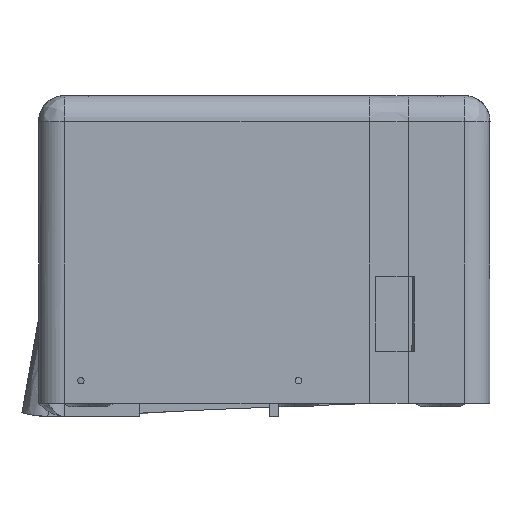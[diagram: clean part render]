
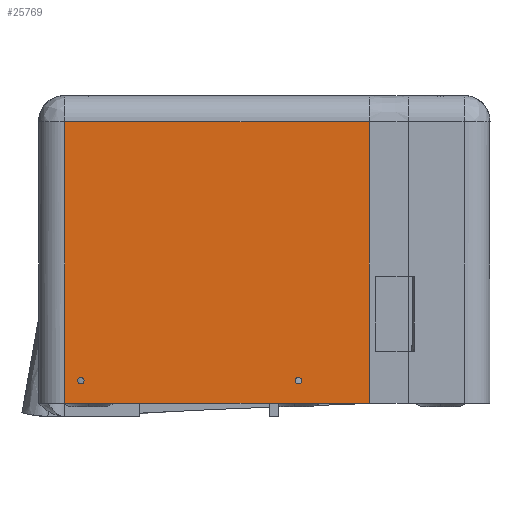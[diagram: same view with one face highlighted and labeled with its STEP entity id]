
A CAD part, left-side view. The second image highlights one B-rep face of the part: STEP entity #25769.
In plain terms, the highlighted free-form (B-spline) face has degree [5, 1] with [6, 2] control points.
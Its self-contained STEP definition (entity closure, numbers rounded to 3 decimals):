
#19580=CARTESIAN_POINT('Vertex',(-211.,-50.838,-84.)) ;
#19782=CARTESIAN_POINT('Vertex',(-211.,43.,-84.)) ;
#19785=CARTESIAN_POINT('Line Origine',(-211.,-3.919,-84.)) ;
#20857=CARTESIAN_POINT('Vertex',(-211.,-50.838,2.795)) ;
#20860=CARTESIAN_POINT('Line Origine',(-211.,-21.295,2.795)) ;
#20864=CARTESIAN_POINT('Vertex',(-211.,43.,2.795)) ;
#22790=CARTESIAN_POINT('Vertex',(-211.,-30.,-77.)) ;
#22794=CARTESIAN_POINT('Control Point',(-211.,-30.,-77.)) ;
#22795=CARTESIAN_POINT('Control Point',(-211.,-30.,-77.256)) ;
#22796=CARTESIAN_POINT('Control Point',(-211.,-29.918,-77.512)) ;
#22797=CARTESIAN_POINT('Control Point',(-211.,-29.754,-77.732)) ;
#22798=CARTESIAN_POINT('Control Point',(-211.,-29.21,-78.105)) ;
#22799=CARTESIAN_POINT('Control Point',(-211.,-28.524,-78.006)) ;
#22800=CARTESIAN_POINT('Control Point',(-211.,-28.173,-77.745)) ;
#22801=CARTESIAN_POINT('Control Point',(-211.,-28.,-77.372)) ;
#22802=CARTESIAN_POINT('Control Point',(-211.,-28.,-77.)) ;
#22803=CARTESIAN_POINT('Vertex',(-211.,-28.,-77.)) ;
#22835=CARTESIAN_POINT('Control Point',(-211.,-28.,-77.)) ;
#22836=CARTESIAN_POINT('Control Point',(-211.,-28.,-76.744)) ;
#22837=CARTESIAN_POINT('Control Point',(-211.,-28.082,-76.488)) ;
#22838=CARTESIAN_POINT('Control Point',(-211.,-28.246,-76.268)) ;
#22839=CARTESIAN_POINT('Control Point',(-211.,-28.79,-75.895)) ;
#22840=CARTESIAN_POINT('Control Point',(-211.,-29.476,-75.994)) ;
#22841=CARTESIAN_POINT('Control Point',(-211.,-29.827,-76.255)) ;
#22842=CARTESIAN_POINT('Control Point',(-211.,-30.,-76.628)) ;
#22843=CARTESIAN_POINT('Control Point',(-211.,-30.,-77.)) ;
#22858=CARTESIAN_POINT('Control Point',(-211.,37.,-77.)) ;
#22859=CARTESIAN_POINT('Control Point',(-211.,37.,-77.256)) ;
#22860=CARTESIAN_POINT('Control Point',(-211.,37.082,-77.512)) ;
#22861=CARTESIAN_POINT('Control Point',(-211.,37.246,-77.732)) ;
#22862=CARTESIAN_POINT('Control Point',(-211.,37.79,-78.105)) ;
#22863=CARTESIAN_POINT('Control Point',(-211.,38.476,-78.006)) ;
#22864=CARTESIAN_POINT('Control Point',(-211.,38.827,-77.745)) ;
#22865=CARTESIAN_POINT('Control Point',(-211.,39.,-77.372)) ;
#22866=CARTESIAN_POINT('Control Point',(-211.,39.,-77.)) ;
#22867=CARTESIAN_POINT('Vertex',(-211.,37.,-77.)) ;
#22869=CARTESIAN_POINT('Vertex',(-211.,39.,-77.)) ;
#22910=CARTESIAN_POINT('Control Point',(-211.,39.,-77.)) ;
#22911=CARTESIAN_POINT('Control Point',(-211.,39.,-76.744)) ;
#22912=CARTESIAN_POINT('Control Point',(-211.,38.918,-76.488)) ;
#22913=CARTESIAN_POINT('Control Point',(-211.,38.754,-76.268)) ;
#22914=CARTESIAN_POINT('Control Point',(-211.,38.21,-75.895)) ;
#22915=CARTESIAN_POINT('Control Point',(-211.,37.524,-75.994)) ;
#22916=CARTESIAN_POINT('Control Point',(-211.,37.173,-76.255)) ;
#22917=CARTESIAN_POINT('Control Point',(-211.,37.,-76.628)) ;
#22918=CARTESIAN_POINT('Control Point',(-211.,37.,-77.)) ;
#25412=CARTESIAN_POINT('Line Origine',(-211.,43.,-40.602)) ;
#25735=CARTESIAN_POINT('Control Point',(-211.,43.,-88.)) ;
#25736=CARTESIAN_POINT('Control Point',(-211.,-68.,-88.)) ;
#25737=CARTESIAN_POINT('Control Point',(-211.,43.,-69.841)) ;
#25738=CARTESIAN_POINT('Control Point',(-211.,-68.,-69.841)) ;
#25739=CARTESIAN_POINT('Control Point',(-211.,43.,-51.682)) ;
#25740=CARTESIAN_POINT('Control Point',(-211.,-68.,-51.682)) ;
#25741=CARTESIAN_POINT('Control Point',(-211.,43.,-33.523)) ;
#25742=CARTESIAN_POINT('Control Point',(-211.,-68.,-33.523)) ;
#25743=CARTESIAN_POINT('Control Point',(-211.,43.,-15.364)) ;
#25744=CARTESIAN_POINT('Control Point',(-211.,-68.,-15.364)) ;
#25745=CARTESIAN_POINT('Control Point',(-211.,43.,2.795)) ;
#25746=CARTESIAN_POINT('Control Point',(-211.,-68.,2.795)) ;
#25748=CARTESIAN_POINT('Control Point',(-211.,-50.838,-84.)) ;
#25749=CARTESIAN_POINT('Control Point',(-211.,-50.838,-66.641)) ;
#25750=CARTESIAN_POINT('Control Point',(-211.,-50.838,-49.282)) ;
#25751=CARTESIAN_POINT('Control Point',(-211.,-50.838,-31.923)) ;
#25752=CARTESIAN_POINT('Control Point',(-211.,-50.838,-14.564)) ;
#25753=CARTESIAN_POINT('Control Point',(-211.,-50.838,2.795)) ;
#19786=DIRECTION('Vector Direction',(0.,-1.,0.)) ;
#20861=DIRECTION('Vector Direction',(0.,-1.,0.)) ;
#25413=DIRECTION('Vector Direction',(0.,0.,-1.)) ;
#19787=VECTOR('Line Direction',#19786,1.) ;
#20862=VECTOR('Line Direction',#20861,1.) ;
#25414=VECTOR('Line Direction',#25413,1.) ;
#25756=ORIENTED_EDGE('',*,*,#19789,.F.) ;
#25757=ORIENTED_EDGE('',*,*,#25416,.F.) ;
#25758=ORIENTED_EDGE('',*,*,#20866,.T.) ;
#25759=ORIENTED_EDGE('',*,*,#25754,.F.) ;
#25762=ORIENTED_EDGE('',*,*,#22919,.F.) ;
#25763=ORIENTED_EDGE('',*,*,#22871,.F.) ;
#25766=ORIENTED_EDGE('',*,*,#22844,.F.) ;
#25767=ORIENTED_EDGE('',*,*,#22805,.F.) ;
#25764=FACE_BOUND('',#25761,.T.) ;
#25768=FACE_BOUND('',#25765,.T.) ;
#25769=ADVANCED_FACE('Surface.1435',(#25760,#25764,#25768),#25734,.T.) ;
#22793=B_SPLINE_CURVE_WITH_KNOTS('',5,(#22794,#22795,#22796,#22797,#22798,#22799,#22800,#22801,#22802),.UNSPECIFIED.,.F.,.U.,(6,3,6),(0.,1.809,4.443),.UNSPECIFIED.) ;
#22834=B_SPLINE_CURVE_WITH_KNOTS('',5,(#22835,#22836,#22837,#22838,#22839,#22840,#22841,#22842,#22843),.UNSPECIFIED.,.F.,.U.,(6,3,6),(0.,1.809,4.443),.UNSPECIFIED.) ;
#22857=B_SPLINE_CURVE_WITH_KNOTS('',5,(#22858,#22859,#22860,#22861,#22862,#22863,#22864,#22865,#22866),.UNSPECIFIED.,.F.,.U.,(6,3,6),(0.,1.809,4.443),.UNSPECIFIED.) ;
#22909=B_SPLINE_CURVE_WITH_KNOTS('',5,(#22910,#22911,#22912,#22913,#22914,#22915,#22916,#22917,#22918),.UNSPECIFIED.,.F.,.U.,(6,3,6),(0.,1.809,4.443),.UNSPECIFIED.) ;
#25747=B_SPLINE_CURVE_WITH_KNOTS('',5,(#25748,#25749,#25750,#25751,#25752,#25753),.UNSPECIFIED.,.F.,.U.,(6,6),(4.,90.795),.UNSPECIFIED.) ;
#25734=B_SPLINE_SURFACE_WITH_KNOTS('',5,1,((#25735,#25736),(#25737,#25738),(#25739,#25740),(#25741,#25742),(#25743,#25744),(#25745,#25746)),.UNSPECIFIED.,.F.,.F.,.U.,(6,6),(2,2),(0.,90.795),(0.,111.),.UNSPECIFIED.) ;
#19789=EDGE_CURVE('',#19783,#19581,#19788,.T.) ;
#20866=EDGE_CURVE('',#20865,#20858,#20863,.T.) ;
#22805=EDGE_CURVE('',#22791,#22804,#22793,.T.) ;
#22844=EDGE_CURVE('',#22804,#22791,#22834,.T.) ;
#22871=EDGE_CURVE('',#22868,#22870,#22857,.T.) ;
#22919=EDGE_CURVE('',#22870,#22868,#22909,.T.) ;
#25416=EDGE_CURVE('',#20865,#19783,#25415,.T.) ;
#25754=EDGE_CURVE('',#19581,#20858,#25747,.T.) ;
#25755=EDGE_LOOP('',(#25756,#25757,#25758,#25759)) ;
#25761=EDGE_LOOP('',(#25762,#25763)) ;
#25765=EDGE_LOOP('',(#25766,#25767)) ;
#25760=FACE_OUTER_BOUND('',#25755,.T.) ;
#19788=LINE('Line',#19785,#19787) ;
#20863=LINE('Line',#20860,#20862) ;
#25415=LINE('Line',#25412,#25414) ;
#19581=VERTEX_POINT('',#19580) ;
#19783=VERTEX_POINT('',#19782) ;
#20858=VERTEX_POINT('',#20857) ;
#20865=VERTEX_POINT('',#20864) ;
#22791=VERTEX_POINT('',#22790) ;
#22804=VERTEX_POINT('',#22803) ;
#22868=VERTEX_POINT('',#22867) ;
#22870=VERTEX_POINT('',#22869) ;
